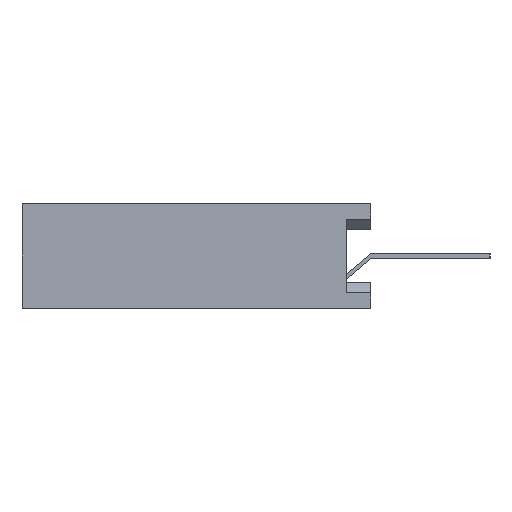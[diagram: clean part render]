
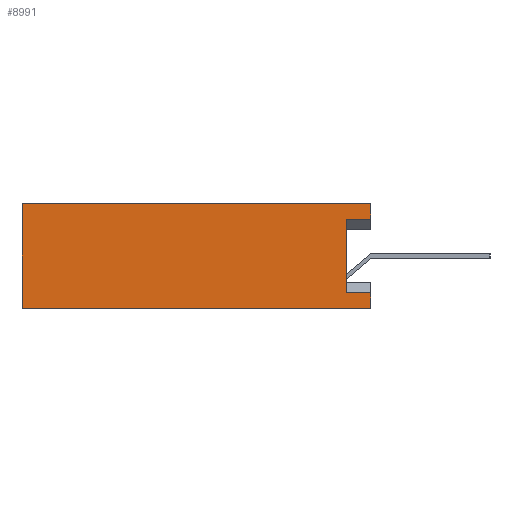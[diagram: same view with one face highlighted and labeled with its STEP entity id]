
A CAD part, left-side view. The second image highlights one B-rep face of the part: STEP entity #8991.
In plain terms, the highlighted planar face has unit normal (-1, 0, 0).
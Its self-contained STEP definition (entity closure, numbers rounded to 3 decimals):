
#17=DIRECTION('',(0.,-1.,0.));
#18=VECTOR('',#17,8.5);
#19=CARTESIAN_POINT('',(-13.97,4.25,-1.27));
#20=LINE('',#19,#18);
#389=DIRECTION('',(0.,0.,1.));
#390=VECTOR('',#389,0.37);
#391=CARTESIAN_POINT('',(-13.97,-4.25,-1.27));
#392=LINE('',#391,#390);
#405=DIRECTION('',(0.,0.,1.));
#406=VECTOR('',#405,0.37);
#407=CARTESIAN_POINT('',(-13.97,-4.25,0.9));
#408=LINE('',#407,#406);
#685=DIRECTION('',(0.,0.,1.));
#686=VECTOR('',#685,2.54);
#687=CARTESIAN_POINT('',(-13.97,4.25,-1.27));
#688=LINE('',#687,#686);
#689=DIRECTION('',(0.,1.,0.));
#690=VECTOR('',#689,0.6);
#691=CARTESIAN_POINT('',(-13.97,-4.25,0.9));
#692=LINE('',#691,#690);
#693=DIRECTION('',(0.,0.,1.));
#694=VECTOR('',#693,1.8);
#695=CARTESIAN_POINT('',(-13.97,-3.65,-0.9));
#696=LINE('',#695,#694);
#697=DIRECTION('',(0.,1.,0.));
#698=VECTOR('',#697,0.6);
#699=CARTESIAN_POINT('',(-13.97,-4.25,-0.9));
#700=LINE('',#699,#698);
#1389=DIRECTION('',(0.,-1.,0.));
#1390=VECTOR('',#1389,8.5);
#1391=CARTESIAN_POINT('',(-13.97,4.25,1.27));
#1392=LINE('',#1391,#1390);
#6133=CARTESIAN_POINT('',(-13.97,4.25,-1.27));
#6134=CARTESIAN_POINT('',(-13.97,-4.25,-1.27));
#6135=VERTEX_POINT('',#6133);
#6136=VERTEX_POINT('',#6134);
#6141=CARTESIAN_POINT('',(-13.97,4.25,1.27));
#6142=CARTESIAN_POINT('',(-13.97,-4.25,1.27));
#6143=VERTEX_POINT('',#6141);
#6144=VERTEX_POINT('',#6142);
#6269=CARTESIAN_POINT('',(-13.97,-4.25,-0.9));
#6270=VERTEX_POINT('',#6269);
#6271=CARTESIAN_POINT('',(-13.97,-4.25,0.9));
#6272=VERTEX_POINT('',#6271);
#6285=CARTESIAN_POINT('',(-13.97,-3.65,-0.9));
#6286=CARTESIAN_POINT('',(-13.97,-3.65,0.9));
#6287=VERTEX_POINT('',#6285);
#6288=VERTEX_POINT('',#6286);
#8971=CARTESIAN_POINT('',(-13.97,4.25,-1.27));
#8972=DIRECTION('',(-1.,0.,0.));
#8973=DIRECTION('',(0.,-1.,0.));
#8974=AXIS2_PLACEMENT_3D('',#8971,#8972,#8973);
#8975=PLANE('',#8974);
#8976=ORIENTED_EDGE('',*,*,#8610,.F.);
#8977=ORIENTED_EDGE('',*,*,#8130,.F.);
#8979=ORIENTED_EDGE('',*,*,#8978,.T.);
#8981=ORIENTED_EDGE('',*,*,#8980,.T.);
#8982=ORIENTED_EDGE('',*,*,#8626,.F.);
#8984=ORIENTED_EDGE('',*,*,#8983,.T.);
#8986=ORIENTED_EDGE('',*,*,#8985,.F.);
#8988=ORIENTED_EDGE('',*,*,#8987,.F.);
#8989=EDGE_LOOP('',(#8976,#8977,#8979,#8981,#8982,#8984,#8986,#8988));
#8990=FACE_OUTER_BOUND('',#8989,.F.);
#8991=ADVANCED_FACE('',(#8990),#8975,.T.);
#8130=EDGE_CURVE('',#6135,#6136,#20,.T.);
#8610=EDGE_CURVE('',#6136,#6270,#392,.T.);
#8626=EDGE_CURVE('',#6272,#6144,#408,.T.);
#8978=EDGE_CURVE('',#6135,#6143,#688,.T.);
#8980=EDGE_CURVE('',#6143,#6144,#1392,.T.);
#8983=EDGE_CURVE('',#6272,#6288,#692,.T.);
#8985=EDGE_CURVE('',#6287,#6288,#696,.T.);
#8987=EDGE_CURVE('',#6270,#6287,#700,.T.);
